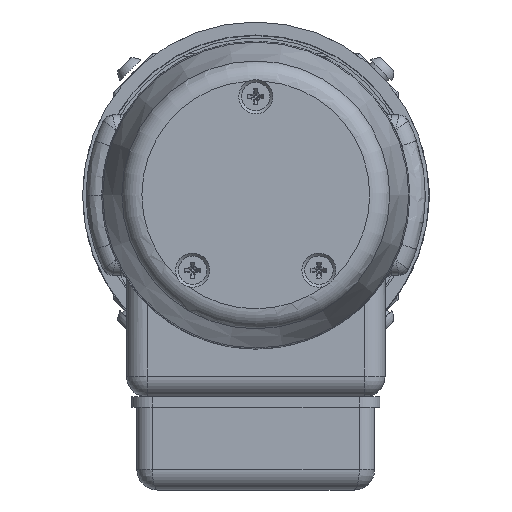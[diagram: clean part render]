
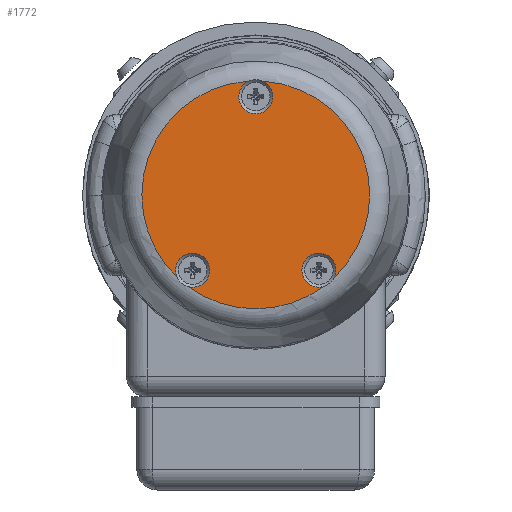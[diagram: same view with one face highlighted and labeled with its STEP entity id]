
A CAD part, top view. The second image highlights one B-rep face of the part: STEP entity #1772.
In plain terms, the highlighted planar face has unit normal (0, 0, 1).
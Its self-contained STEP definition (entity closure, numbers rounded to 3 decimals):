
#1772=ADVANCED_FACE('',(#5008),#5010,.T.);
#5008=FACE_BOUND('',#5009,.T.);
#5009=EDGE_LOOP('',(#7413,#7414,#7415,#7416,#7417,#7418,#7419,#7420,#7421));
#5010=PLANE('',#5011);
#5011=AXIS2_PLACEMENT_3D('',#5012,#5013,#5014);
#5012=CARTESIAN_POINT('',(0.,0.,187.5));
#5013=DIRECTION('',(0.,0.,1.));
#5014=DIRECTION('',(-1.,0.,0.));
#7413=ORIENTED_EDGE('',*,*,#8330,.T.);
#7414=ORIENTED_EDGE('',*,*,#8331,.T.);
#7415=ORIENTED_EDGE('',*,*,#8328,.F.);
#7416=ORIENTED_EDGE('',*,*,#8332,.T.);
#7417=ORIENTED_EDGE('',*,*,#8325,.F.);
#7418=ORIENTED_EDGE('',*,*,#8324,.F.);
#7419=ORIENTED_EDGE('',*,*,#8333,.T.);
#7420=ORIENTED_EDGE('',*,*,#8334,.T.);
#7421=ORIENTED_EDGE('',*,*,#8322,.F.);
#8322=EDGE_CURVE('',#9343,#9345,#9346,.T.);
#8324=EDGE_CURVE('',#9347,#9349,#9350,.T.);
#8325=EDGE_CURVE('',#9349,#9351,#9352,.T.);
#8328=EDGE_CURVE('',#9355,#9342,#9357,.T.);
#8330=EDGE_CURVE('',#9343,#9360,#9361,.F.);
#8331=EDGE_CURVE('',#9360,#9342,#9362,.F.);
#8332=EDGE_CURVE('',#9355,#9351,#9363,.F.);
#8333=EDGE_CURVE('',#9347,#9364,#9365,.F.);
#8334=EDGE_CURVE('',#9364,#9345,#9366,.F.);
#9342=VERTEX_POINT('',#12717);
#9343=VERTEX_POINT('',#12718);
#9345=VERTEX_POINT('',#12753);
#9346=CIRCLE('',#12754,22.028);
#9347=VERTEX_POINT('',#12758);
#9349=VERTEX_POINT('',#12793);
#9350=CIRCLE('',#12794,22.028);
#9351=VERTEX_POINT('',#12798);
#9352=CIRCLE('',#12799,22.028);
#9355=VERTEX_POINT('',#12823);
#9357=CIRCLE('',#12843,22.028);
#9360=VERTEX_POINT('',#12852);
#9361=CIRCLE('',#12853,3.3);
#9362=CIRCLE('',#12857,3.3);
#9363=CIRCLE('',#12861,3.3);
#9364=VERTEX_POINT('',#12865);
#9365=CIRCLE('',#12866,3.3);
#9366=CIRCLE('',#12870,3.3);
#12717=CARTESIAN_POINT('',(15.211,-15.933,187.5));
#12718=CARTESIAN_POINT('',(13.05,-17.747,187.5));
#12753=CARTESIAN_POINT('',(-13.05,-17.747,187.5));
#12754=AXIS2_PLACEMENT_3D('',#12755,#12756,#12757);
#12755=CARTESIAN_POINT('',(0.,0.,187.5));
#12756=DIRECTION('',(0.,0.,-1.));
#12757=DIRECTION('',(0.592,-0.806,0.));
#12758=CARTESIAN_POINT('',(-15.211,-15.933,187.5));
#12793=CARTESIAN_POINT('',(-22.028,0.,187.5));
#12794=AXIS2_PLACEMENT_3D('',#12795,#12796,#12797);
#12795=CARTESIAN_POINT('',(0.,0.,187.5));
#12796=DIRECTION('',(0.,0.,-1.));
#12797=DIRECTION('',(-0.691,-0.723,0.));
#12798=CARTESIAN_POINT('',(-1.411,21.983,187.5));
#12799=AXIS2_PLACEMENT_3D('',#12800,#12801,#12802);
#12800=CARTESIAN_POINT('',(0.,0.,187.5));
#12801=DIRECTION('',(0.,0.,-1.));
#12802=DIRECTION('',(-1.,0.,0.));
#12823=CARTESIAN_POINT('',(1.411,21.983,187.5));
#12843=AXIS2_PLACEMENT_3D('',#12844,#12845,#12846);
#12844=CARTESIAN_POINT('',(0.,0.,187.5));
#12845=DIRECTION('',(0.,0.,-1.));
#12846=DIRECTION('',(0.064,0.998,0.));
#12852=CARTESIAN_POINT('',(12.213,-11.255,187.5));
#12853=AXIS2_PLACEMENT_3D('',#12854,#12855,#12856);
#12854=CARTESIAN_POINT('',(12.213,-14.555,187.5));
#12855=DIRECTION('',(0.,0.,1.));
#12856=DIRECTION('',(0.,1.,0.));
#12857=AXIS2_PLACEMENT_3D('',#12858,#12859,#12860);
#12858=CARTESIAN_POINT('',(12.213,-14.555,187.5));
#12859=DIRECTION('',(0.,0.,1.));
#12860=DIRECTION('',(0.909,-0.418,0.));
#12861=AXIS2_PLACEMENT_3D('',#12862,#12863,#12864);
#12862=CARTESIAN_POINT('',(0.,19.,187.5));
#12863=DIRECTION('',(0.,0.,1.));
#12864=DIRECTION('',(-0.428,0.904,0.));
#12865=CARTESIAN_POINT('',(-12.213,-11.255,187.5));
#12866=AXIS2_PLACEMENT_3D('',#12867,#12868,#12869);
#12867=CARTESIAN_POINT('',(-12.213,-14.555,187.5));
#12868=DIRECTION('',(0.,0.,1.));
#12869=DIRECTION('',(0.,1.,0.));
#12870=AXIS2_PLACEMENT_3D('',#12871,#12872,#12873);
#12871=CARTESIAN_POINT('',(-12.213,-14.555,187.5));
#12872=DIRECTION('',(0.,0.,1.));
#12873=DIRECTION('',(-0.254,-0.967,0.));
